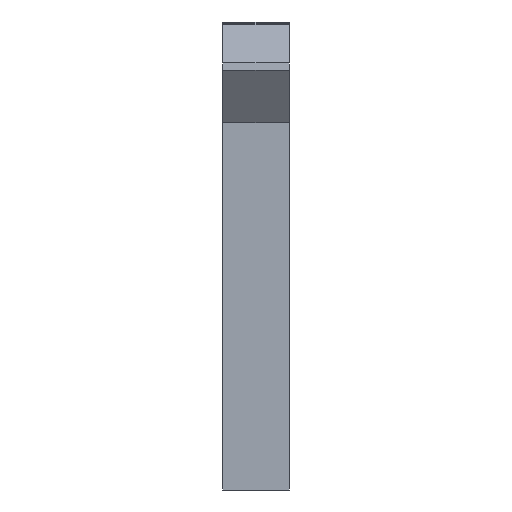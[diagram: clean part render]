
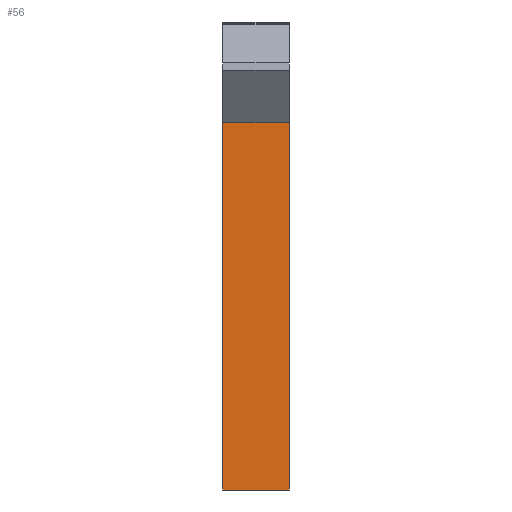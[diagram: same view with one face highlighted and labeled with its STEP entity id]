
A CAD part, left-side view. The second image highlights one B-rep face of the part: STEP entity #56.
In plain terms, the highlighted planar face has unit normal (-1, 0, 0).
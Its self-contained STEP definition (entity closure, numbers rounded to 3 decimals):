
#56=ADVANCED_FACE('',(#178),#180,.T.);
#178=FACE_BOUND('',#179,.T.);
#179=EDGE_LOOP('',(#1093,#1094,#1095,#1096));
#180=PLANE('',#181);
#181=AXIS2_PLACEMENT_3D('',#182,#183,#184);
#182=CARTESIAN_POINT('',(-10.,0.,-9.5));
#183=DIRECTION('',(-1.,0.,0.));
#184=DIRECTION('',(0.,0.,1.));
#1093=ORIENTED_EDGE('',*,*,#1703,.F.);
#1094=ORIENTED_EDGE('',*,*,#1497,.F.);
#1095=ORIENTED_EDGE('',*,*,#1704,.F.);
#1096=ORIENTED_EDGE('',*,*,#1700,.T.);
#1497=EDGE_CURVE('',#1803,#1804,#1805,.T.);
#1700=EDGE_CURVE('',#2008,#2208,#2210,.T.);
#1703=EDGE_CURVE('',#1804,#2208,#2213,.T.);
#1704=EDGE_CURVE('',#2008,#1803,#2214,.T.);
#1803=VERTEX_POINT('',#2313);
#1804=VERTEX_POINT('',#2314);
#1805=LINE('',#2315,#2316);
#2008=VERTEX_POINT('',#2722);
#2208=VERTEX_POINT('',#3122);
#2210=LINE('',#3126,#3127);
#2213=LINE('',#3135,#3136);
#2214=LINE('',#3138,#3139);
#2313=CARTESIAN_POINT('',(-10.,3.,-9.5));
#2314=CARTESIAN_POINT('',(-10.,3.,7.117));
#2315=CARTESIAN_POINT('',(-10.,3.,-9.5));
#2316=VECTOR('',#2317,1.);
#2317=DIRECTION('',(0.,0.,1.));
#2722=CARTESIAN_POINT('',(-10.,0.,-9.5));
#3122=CARTESIAN_POINT('',(-10.,0.,7.117));
#3126=CARTESIAN_POINT('',(-10.,0.,-9.5));
#3127=VECTOR('',#3128,1.);
#3128=DIRECTION('',(0.,0.,1.));
#3135=CARTESIAN_POINT('',(-10.,3.,7.117));
#3136=VECTOR('',#3137,1.);
#3137=DIRECTION('',(0.,-1.,0.));
#3138=CARTESIAN_POINT('',(-10.,0.,-9.5));
#3139=VECTOR('',#3140,1.);
#3140=DIRECTION('',(0.,1.,0.));
